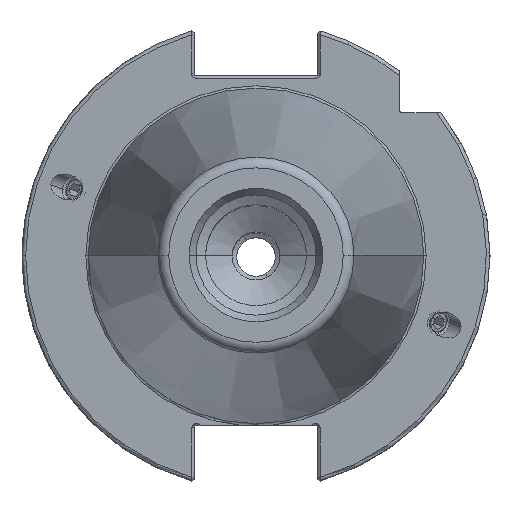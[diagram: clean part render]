
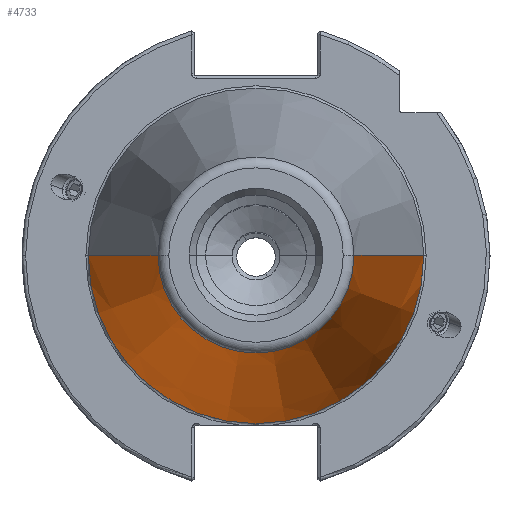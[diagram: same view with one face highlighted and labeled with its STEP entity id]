
A CAD part, top view. The second image highlights one B-rep face of the part: STEP entity #4733.
In plain terms, the highlighted conical face has half-angle 8.297 degrees and reference radius 20.108 mm.
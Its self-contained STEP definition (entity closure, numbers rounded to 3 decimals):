
#148 = CIRCLE ( 'NONE', #12444, 20.389 ) ;
#285 = CONICAL_SURFACE ( 'NONE', #5125, 20.108, 0.145 ) ;
#999 = CARTESIAN_POINT ( 'NONE',  ( -34.925, 0., 0. ) ) ;
#1000 = CARTESIAN_POINT ( 'NONE',  ( 0., 0., 101.6 ) ) ;
#1177 = EDGE_CURVE ( 'NONE', #6215, #8986, #8093, .T. ) ;
#1254 = DIRECTION ( 'NONE',  ( 0., 0., -1. ) ) ;
#1501 = DIRECTION ( 'NONE',  ( 0., 0., -1. ) ) ;
#1635 = ORIENTED_EDGE ( 'NONE', *, *, #3821, .T. ) ;
#2790 = VECTOR ( 'NONE', #9768, 1000. ) ;
#2814 = ORIENTED_EDGE ( 'NONE', *, *, #13841, .F. ) ;
#3146 = LINE ( 'NONE', #12934, #2790 ) ;
#3600 = ORIENTED_EDGE ( 'NONE', *, *, #7970, .F. ) ;
#3821 = EDGE_CURVE ( 'NONE', #6380, #6215, #148, .T. ) ;
#4694 = EDGE_LOOP ( 'NONE', ( #2814, #1635, #7988, #3600 ) ) ;
#4733 = ADVANCED_FACE ( 'NONE', ( #10274 ), #285, .T. ) ;
#5125 = AXIS2_PLACEMENT_3D ( 'NONE', #1000, #8552, #6452 ) ;
#5255 = VECTOR ( 'NONE', #9415, 1000. ) ;
#6215 = VERTEX_POINT ( 'NONE', #12956 ) ;
#6380 = VERTEX_POINT ( 'NONE', #12253 ) ;
#6452 = DIRECTION ( 'NONE',  ( -1., 0., 0. ) ) ;
#6475 = VERTEX_POINT ( 'NONE', #13537 ) ;
#7541 = AXIS2_PLACEMENT_3D ( 'NONE', #7756, #1254, #8811 ) ;
#7756 = CARTESIAN_POINT ( 'NONE',  ( 0., 0., 0. ) ) ;
#7970 = EDGE_CURVE ( 'NONE', #6475, #8986, #9153, .T. ) ;
#7983 = CARTESIAN_POINT ( 'NONE',  ( 0., 0., 99.675 ) ) ;
#7988 = ORIENTED_EDGE ( 'NONE', *, *, #1177, .T. ) ;
#8093 = LINE ( 'NONE', #9350, #5255 ) ;
#8552 = DIRECTION ( 'NONE',  ( 0., 0., -1. ) ) ;
#8811 = DIRECTION ( 'NONE',  ( -1., 0., 0. ) ) ;
#8986 = VERTEX_POINT ( 'NONE', #999 ) ;
#9038 = DIRECTION ( 'NONE',  ( 1., 0., 0. ) ) ;
#9153 = CIRCLE ( 'NONE', #7541, 34.925 ) ;
#9350 = CARTESIAN_POINT ( 'NONE',  ( -20.108, 0., 101.6 ) ) ;
#9415 = DIRECTION ( 'NONE',  ( -0.144, 0., -0.99 ) ) ;
#9768 = DIRECTION ( 'NONE',  ( 0.144, 0., -0.99 ) ) ;
#10274 = FACE_OUTER_BOUND ( 'NONE', #4694, .T. ) ;
#12253 = CARTESIAN_POINT ( 'NONE',  ( 20.389, 0., 99.675 ) ) ;
#12444 = AXIS2_PLACEMENT_3D ( 'NONE', #7983, #1501, #9038 ) ;
#12934 = CARTESIAN_POINT ( 'NONE',  ( 20.108, 0., 101.6 ) ) ;
#12956 = CARTESIAN_POINT ( 'NONE',  ( -20.389, 0., 99.675 ) ) ;
#13537 = CARTESIAN_POINT ( 'NONE',  ( 34.925, 0., 0. ) ) ;
#13841 = EDGE_CURVE ( 'NONE', #6380, #6475, #3146, .T. ) ;
